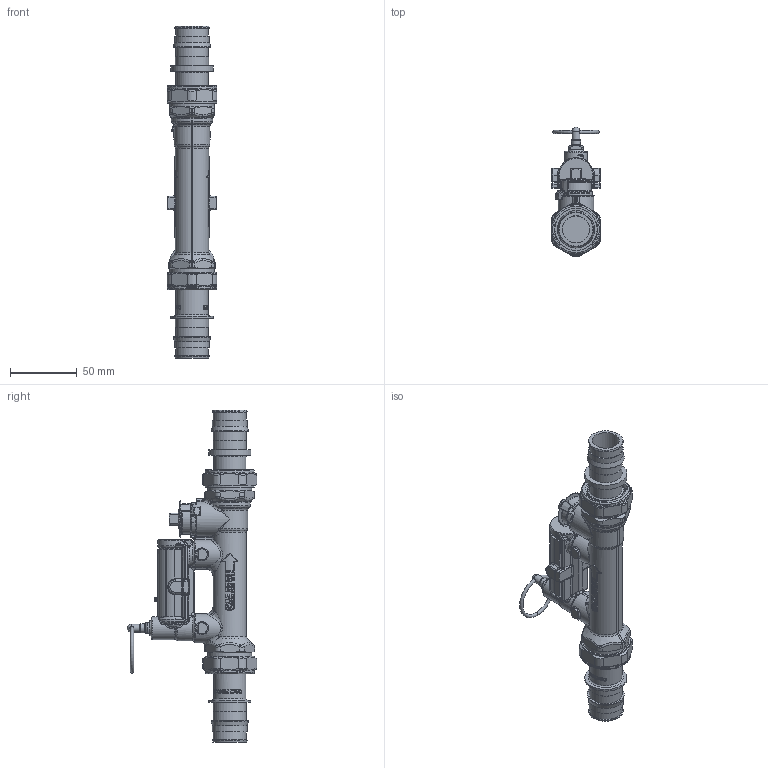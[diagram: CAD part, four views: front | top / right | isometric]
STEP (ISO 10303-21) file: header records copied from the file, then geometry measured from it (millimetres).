
FILE_DESCRIPTION(/* description */ (''),/* implementation_level */ '2;1');
FILE_NAME(/* name */ '132632AFC.stp',/* time_stamp */ '2025-07-16T08:43:25-05:00',/* author */ ('ischreiner'),/* organization */ (''),/* preprocessor_version */ 'ST-DEVELOPER v20',/* originating_system */ 'Autodesk Inventor 2025',/* authorisation */ '');
FILE_SCHEMA (('AUTOMOTIVE_DESIGN { 1 0 10303 214 3 1 1 }'));
Products named in the file (5):  132632AFC; 132637 - TST; F0000698 1 inch slip nut; F0015066 PEX exp 1 in tailpiece for check; F0002153 PEX exp 1 inch tailpiece
Assembly tree (5 placements, depth 2):
   132632AFC
    132637 - TST
    F0000698 1 inch slip nut  x2
    F0015066 PEX exp 1 in tailpiece for check
    F0002153 PEX exp 1 inch tailpiece
Bounding box: 37 x 97.4 x 249.52 mm (x, y, z)
Volume: 191596.6 mm3; surface area: 61601 mm2
Topology: 8 solids, 8 shells, 2477 faces, 6007 edges, 3523 vertices
Faces by surface type: bspline 1217, plane 491, cylinder 458, sphere 115, torus 103, cone 93
Full cylindrical faces by diameter (mm): 2.5 x1, 3 x1, 3.1 x1, 3.3 x1, 4.1 x1, 4.2 x1, 6 x2, 7 x1, 14.5 x1, 15.748 x1, 17 x1, 20.091 x2, 20.32 x2, 20.6 x1, 20.701 x1, 22 x2, 22.7 x2, 24.2 x1, 24.384 x2, 24.765 x4, 25.095 x2, 26 x1, 26.111 x2, 27.686 x2, 29.515 x2, 30.5 x2, 31.75 x2, 33.1 x2, 37 x4
Entity records: 146787 total; most frequent: CARTESIAN_POINT 97226, ORIENTED_EDGE 11286, DIRECTION 8562, EDGE_CURVE 5643, AXIS2_PLACEMENT_3D 3518, VERTEX_POINT 3374, EDGE_LOOP 2465, FACE_OUTER_BOUND 2366
